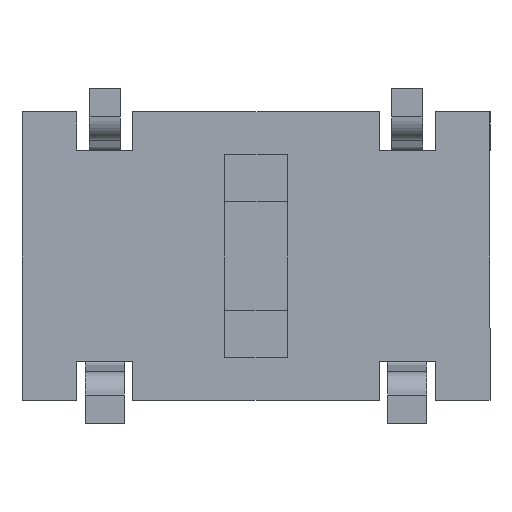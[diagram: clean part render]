
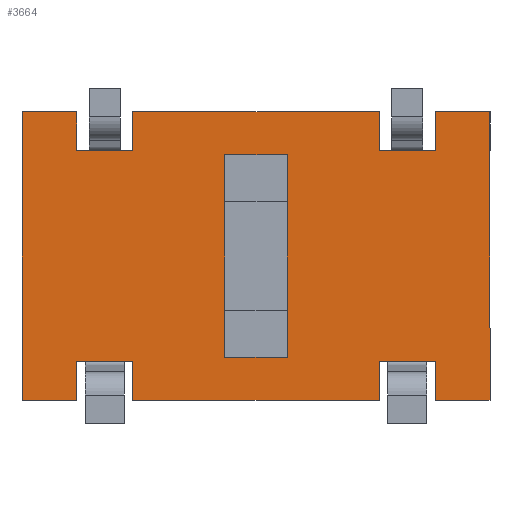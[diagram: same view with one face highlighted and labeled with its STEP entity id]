
A CAD part, front view. The second image highlights one B-rep face of the part: STEP entity #3664.
In plain terms, the highlighted planar face has unit normal (0, -1, 0).
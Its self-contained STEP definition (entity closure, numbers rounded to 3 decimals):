
#1362=CARTESIAN_POINT('',(-1.63,-2.,1.35));
#1363=VERTEX_POINT('',#1362);
#1370=CARTESIAN_POINT('',(-1.63,-2.,1.85));
#1371=VERTEX_POINT('',#1370);
#1372=CARTESIAN_POINT('',(-1.63,-2.,1.35));
#1373=DIRECTION('',(0.0,0.0,1.0));
#1374=VECTOR('',#1373,0.5);
#1375=LINE('',#1372,#1374);
#1376=EDGE_CURVE('',#1363,#1371,#1375,.T.);
#1689=CARTESIAN_POINT('',(1.53,-2.,1.85));
#1690=VERTEX_POINT('',#1689);
#1691=CARTESIAN_POINT('',(-1.63,-2.,1.85));
#1692=DIRECTION('',(1.0,0.0,0.0));
#1693=VECTOR('',#1692,3.16);
#1694=LINE('',#1691,#1693);
#1695=EDGE_CURVE('',#1371,#1690,#1694,.T.);
#1777=CARTESIAN_POINT('',(-1.63,-2.,-1.85));
#1778=VERTEX_POINT('',#1777);
#1811=CARTESIAN_POINT('',(1.53,-2.,-1.85));
#1812=VERTEX_POINT('',#1811);
#1819=CARTESIAN_POINT('',(1.53,-2.,-1.85));
#1820=DIRECTION('',(-1.0,0.0,0.0));
#1821=VECTOR('',#1820,3.16);
#1822=LINE('',#1819,#1821);
#1823=EDGE_CURVE('',#1812,#1778,#1822,.T.);
#2257=CARTESIAN_POINT('',(-1.63,-2.,-1.35));
#2258=VERTEX_POINT('',#2257);
#2259=CARTESIAN_POINT('',(-1.63,-2.,-1.85));
#2260=DIRECTION('',(0.0,0.0,1.0));
#2261=VECTOR('',#2260,0.5);
#2262=LINE('',#2259,#2261);
#2263=EDGE_CURVE('',#1778,#2258,#2262,.T.);
#2289=CARTESIAN_POINT('',(1.53,-2.,1.35));
#2290=VERTEX_POINT('',#2289);
#2291=CARTESIAN_POINT('',(1.53,-2.,1.85));
#2292=DIRECTION('',(0.0,0.0,-1.0));
#2293=VECTOR('',#2292,0.5);
#2294=LINE('',#2291,#2293);
#2295=EDGE_CURVE('',#1690,#2290,#2294,.T.);
#2433=CARTESIAN_POINT('',(0.35,-2.,-1.3));
#2434=VERTEX_POINT('',#2433);
#2441=CARTESIAN_POINT('',(0.35,-2.,1.3));
#2442=VERTEX_POINT('',#2441);
#2443=CARTESIAN_POINT('',(0.35,-2.,1.3));
#2444=DIRECTION('',(0.0,0.0,-1.0));
#2445=VECTOR('',#2444,2.6);
#2446=LINE('',#2443,#2445);
#2447=EDGE_CURVE('',#2442,#2434,#2446,.T.);
#2612=CARTESIAN_POINT('',(2.95,-2.,-1.85));
#2613=VERTEX_POINT('',#2612);
#2620=CARTESIAN_POINT('',(2.25,-2.,-1.85));
#2621=VERTEX_POINT('',#2620);
#2622=CARTESIAN_POINT('',(2.95,-2.,-1.85));
#2623=DIRECTION('',(-1.0,0.0,0.0));
#2624=VECTOR('',#2623,0.7);
#2625=LINE('',#2622,#2624);
#2626=EDGE_CURVE('',#2613,#2621,#2625,.T.);
#2818=CARTESIAN_POINT('',(-3.05,-2.,1.85));
#2819=VERTEX_POINT('',#2818);
#2826=CARTESIAN_POINT('',(-2.35,-2.,1.85));
#2827=VERTEX_POINT('',#2826);
#2828=CARTESIAN_POINT('',(-3.05,-2.,1.85));
#2829=DIRECTION('',(1.0,0.0,0.0));
#2830=VECTOR('',#2829,0.7);
#2831=LINE('',#2828,#2830);
#2832=EDGE_CURVE('',#2819,#2827,#2831,.T.);
#3097=CARTESIAN_POINT('',(-0.45,-2.,1.3));
#3098=VERTEX_POINT('',#3097);
#3099=CARTESIAN_POINT('',(-0.45,-2.,1.3));
#3100=DIRECTION('',(1.0,0.0,0.0));
#3101=VECTOR('',#3100,0.8);
#3102=LINE('',#3099,#3101);
#3103=EDGE_CURVE('',#3098,#2442,#3102,.T.);
#3127=CARTESIAN_POINT('',(-0.45,-2.,-1.3));
#3128=VERTEX_POINT('',#3127);
#3129=CARTESIAN_POINT('',(-0.45,-2.,-1.3));
#3130=DIRECTION('',(0.0,0.0,1.0));
#3131=VECTOR('',#3130,2.6);
#3132=LINE('',#3129,#3131);
#3133=EDGE_CURVE('',#3128,#3098,#3132,.T.);
#3154=CARTESIAN_POINT('',(0.35,-2.,-1.3));
#3155=DIRECTION('',(-1.0,0.0,0.0));
#3156=VECTOR('',#3155,0.8);
#3157=LINE('',#3154,#3156);
#3158=EDGE_CURVE('',#2434,#3128,#3157,.T.);
#3182=CARTESIAN_POINT('',(2.95,-2.,1.85));
#3183=VERTEX_POINT('',#3182);
#3190=CARTESIAN_POINT('',(2.95,-2.,1.85));
#3191=DIRECTION('',(0.0,0.0,-1.0));
#3192=VECTOR('',#3191,3.7);
#3193=LINE('',#3190,#3192);
#3194=EDGE_CURVE('',#3183,#2613,#3193,.T.);
#3280=CARTESIAN_POINT('',(-2.35,-2.,1.35));
#3281=VERTEX_POINT('',#3280);
#3282=CARTESIAN_POINT('',(-2.35,-2.,1.85));
#3283=DIRECTION('',(0.0,0.0,-1.0));
#3284=VECTOR('',#3283,0.5);
#3285=LINE('',#3282,#3284);
#3286=EDGE_CURVE('',#2827,#3281,#3285,.T.);
#3390=CARTESIAN_POINT('',(2.25,-2.,1.35));
#3391=VERTEX_POINT('',#3390);
#3392=CARTESIAN_POINT('',(1.53,-2.,1.35));
#3393=DIRECTION('',(1.0,0.0,0.0));
#3394=VECTOR('',#3393,0.72);
#3395=LINE('',#3392,#3394);
#3396=EDGE_CURVE('',#2290,#3391,#3395,.T.);
#3417=CARTESIAN_POINT('',(-3.05,-2.,-1.85));
#3418=VERTEX_POINT('',#3417);
#3425=CARTESIAN_POINT('',(-3.05,-2.,-1.85));
#3426=DIRECTION('',(0.0,0.0,1.0));
#3427=VECTOR('',#3426,3.7);
#3428=LINE('',#3425,#3427);
#3429=EDGE_CURVE('',#3418,#2819,#3428,.T.);
#3442=CARTESIAN_POINT('',(-2.35,-2.,-1.35));
#3443=VERTEX_POINT('',#3442);
#3444=CARTESIAN_POINT('',(-1.63,-2.,-1.35));
#3445=DIRECTION('',(-1.0,0.0,0.0));
#3446=VECTOR('',#3445,0.72);
#3447=LINE('',#3444,#3446);
#3448=EDGE_CURVE('',#2258,#3443,#3447,.T.);
#3465=CARTESIAN_POINT('',(2.25,-2.,1.85));
#3466=VERTEX_POINT('',#3465);
#3473=CARTESIAN_POINT('',(2.25,-2.,1.85));
#3474=DIRECTION('',(1.0,0.0,0.0));
#3475=VECTOR('',#3474,0.7);
#3476=LINE('',#3473,#3475);
#3477=EDGE_CURVE('',#3466,#3183,#3476,.T.);
#3492=CARTESIAN_POINT('',(2.25,-2.,1.35));
#3493=DIRECTION('',(0.0,0.0,1.0));
#3494=VECTOR('',#3493,0.5);
#3495=LINE('',#3492,#3494);
#3496=EDGE_CURVE('',#3391,#3466,#3495,.T.);
#3509=CARTESIAN_POINT('',(-2.35,-2.,1.35));
#3510=DIRECTION('',(1.0,0.0,0.0));
#3511=VECTOR('',#3510,0.72);
#3512=LINE('',#3509,#3511);
#3513=EDGE_CURVE('',#3281,#1363,#3512,.T.);
#3525=CARTESIAN_POINT('',(-2.35,-2.,-1.85));
#3526=VERTEX_POINT('',#3525);
#3533=CARTESIAN_POINT('',(-2.35,-2.,-1.85));
#3534=DIRECTION('',(-1.0,0.0,0.0));
#3535=VECTOR('',#3534,0.7);
#3536=LINE('',#3533,#3535);
#3537=EDGE_CURVE('',#3526,#3418,#3536,.T.);
#3552=CARTESIAN_POINT('',(-2.35,-2.,-1.35));
#3553=DIRECTION('',(0.0,0.0,-1.0));
#3554=VECTOR('',#3553,0.5);
#3555=LINE('',#3552,#3554);
#3556=EDGE_CURVE('',#3443,#3526,#3555,.T.);
#3570=CARTESIAN_POINT('',(1.53,-2.,-1.35));
#3571=VERTEX_POINT('',#3570);
#3578=CARTESIAN_POINT('',(1.53,-2.,-1.35));
#3579=DIRECTION('',(0.0,0.0,-1.0));
#3580=VECTOR('',#3579,0.5);
#3581=LINE('',#3578,#3580);
#3582=EDGE_CURVE('',#3571,#1812,#3581,.T.);
#3595=CARTESIAN_POINT('',(2.25,-2.,-1.35));
#3596=VERTEX_POINT('',#3595);
#3603=CARTESIAN_POINT('',(2.25,-2.,-1.35));
#3604=DIRECTION('',(-1.0,0.0,0.0));
#3605=VECTOR('',#3604,0.72);
#3606=LINE('',#3603,#3605);
#3607=EDGE_CURVE('',#3596,#3571,#3606,.T.);
#3620=CARTESIAN_POINT('',(2.25,-2.,-1.85));
#3621=DIRECTION('',(0.0,0.0,1.0));
#3622=VECTOR('',#3621,0.5);
#3623=LINE('',#3620,#3622);
#3624=EDGE_CURVE('',#2621,#3596,#3623,.T.);
#3631=CARTESIAN_POINT('',(0.,-2.0,0.));
#3632=DIRECTION('',(0.0,1.0,0.0));
#3633=DIRECTION('',(0.0,0.0,1.0));
#3634=AXIS2_PLACEMENT_3D('',#3631,#3632,#3633);
#3635=PLANE('',#3634);
#3636=ORIENTED_EDGE('',*,*,#3624,.F.);
#3637=ORIENTED_EDGE('',*,*,#2626,.F.);
#3638=ORIENTED_EDGE('',*,*,#3194,.F.);
#3639=ORIENTED_EDGE('',*,*,#3477,.F.);
#3640=ORIENTED_EDGE('',*,*,#3496,.F.);
#3641=ORIENTED_EDGE('',*,*,#3396,.F.);
#3642=ORIENTED_EDGE('',*,*,#2295,.F.);
#3643=ORIENTED_EDGE('',*,*,#1695,.F.);
#3644=ORIENTED_EDGE('',*,*,#1376,.F.);
#3645=ORIENTED_EDGE('',*,*,#3513,.F.);
#3646=ORIENTED_EDGE('',*,*,#3286,.F.);
#3647=ORIENTED_EDGE('',*,*,#2832,.F.);
#3648=ORIENTED_EDGE('',*,*,#3429,.F.);
#3649=ORIENTED_EDGE('',*,*,#3537,.F.);
#3650=ORIENTED_EDGE('',*,*,#3556,.F.);
#3651=ORIENTED_EDGE('',*,*,#3448,.F.);
#3652=ORIENTED_EDGE('',*,*,#2263,.F.);
#3653=ORIENTED_EDGE('',*,*,#1823,.F.);
#3654=ORIENTED_EDGE('',*,*,#3582,.F.);
#3655=ORIENTED_EDGE('',*,*,#3607,.F.);
#3656=EDGE_LOOP('',(#3636,#3637,#3638,#3639,#3640,#3641,#3642,#3643,#3644,#3645,#3646,#3647,#3648,#3649,#3650,#3651,#3652,#3653,#3654,#3655));
#3657=FACE_OUTER_BOUND('',#3656,.T.);
#3658=ORIENTED_EDGE('',*,*,#3103,.T.);
#3659=ORIENTED_EDGE('',*,*,#2447,.T.);
#3660=ORIENTED_EDGE('',*,*,#3158,.T.);
#3661=ORIENTED_EDGE('',*,*,#3133,.T.);
#3662=EDGE_LOOP('',(#3658,#3659,#3660,#3661));
#3663=FACE_BOUND('',#3662,.T.);
#3664=ADVANCED_FACE('',(#3657,#3663),#3635,.F.);
